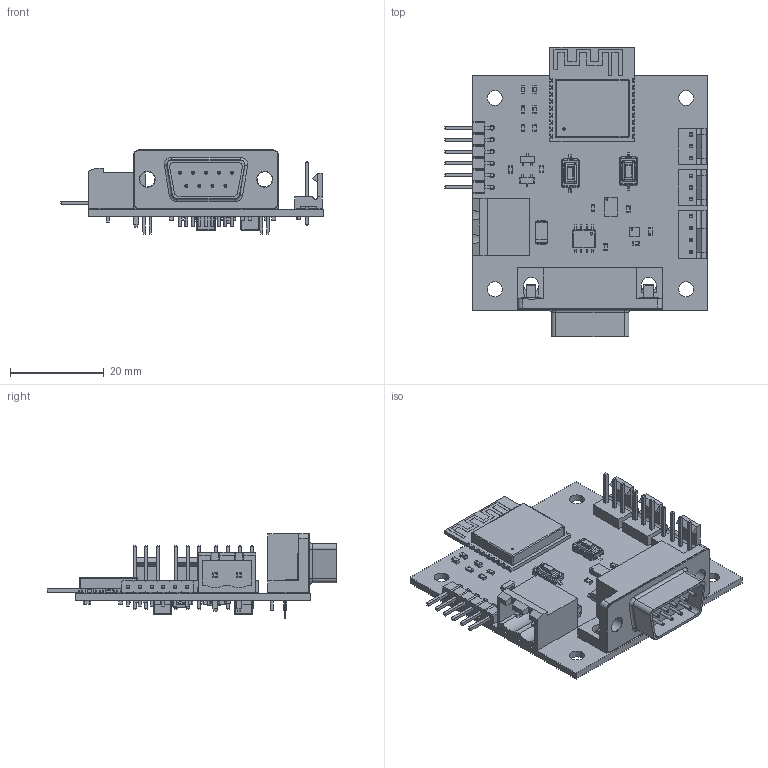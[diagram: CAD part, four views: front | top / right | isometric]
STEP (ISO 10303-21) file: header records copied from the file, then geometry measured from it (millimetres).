
FILE_DESCRIPTION(('KiCad electronic assembly'),'2;1');
FILE_NAME('End_striyel Sens_r Mod_l_.step','2025-03-19T13:48:56',( 'Pcbnew'),('Kicad'),'Open CASCADE STEP processor 7.8', 'KiCad to STEP converter','Unknown');
FILE_SCHEMA(('AUTOMOTIVE_DESIGN { 1 0 10303 214 1 1 1 1 }'));
Length unit declared in the file: millimetre
Products named in the file (19): End_striyel Sens_r Mod_l_ 1; C_0603_1608Metric; D_SMA; SOIC-8_3.9x4.9mm_P1.27mm; SOT-23; SW_Tactile_SPST_NO_Straight_CK_PTS636Sx25SMTRLFS; R_0603_1608Metric; ESP32-C3-WROOM-02; PinHeader_1x06_P2.54mm_Horizontal; DSUB-9_Pins_Horizontal_P2.77x2.84mm_EdgePinOffset4.94mm_Housed_
MountingHolesOffset4.94mm; DFN-8-1EP_2x2mm_P0.5mm_EP0.6x1.2mm; PhoenixContact_MSTBA_2,5_2-G-5,08_1x02_P5.08mm_Horizontal; FanPinHeader_1x03_P2.54mm_Vertical; FanPinHeader_1x04_P2.54mm_Vertical; AMS_LGA-10-1EP_2.7x4mm_P0.6mm; L_APV_ANR4030; TSOT-23-6; SOT-23-6; EndÃ¼striyel SensÃ¶r ModÃ¼lÃ¼_PCB
Assembly tree (50 placements, depth 2):
  End_striyel Sens_r Mod_l_ 1
    C_0603_1608Metric  x18
    D_SMA
    SOIC-8_3.9x4.9mm_P1.27mm
    SOT-23  x2
    SW_Tactile_SPST_NO_Straight_CK_PTS636Sx25SMTRLFS  x2
    R_0603_1608Metric  x12
    ESP32-C3-WROOM-02
    PinHeader_1x06_P2.54mm_Horizontal
    DSUB-9_Pins_Horizontal_P2.77x2.84mm_EdgePinOffset4.94mm_Housed_
MountingHolesOffset4.94mm
    DFN-8-1EP_2x2mm_P0.5mm_EP0.6x1.2mm
    PhoenixContact_MSTBA_2,5_2-G-5,08_1x02_P5.08mm_Horizontal
    FanPinHeader_1x03_P2.54mm_Vertical  x2
    FanPinHeader_1x04_P2.54mm_Vertical
    AMS_LGA-10-1EP_2.7x4mm_P0.6mm
    L_APV_ANR4030  x2
    TSOT-23-6
    SOT-23-6
    EndÃ¼striyel SensÃ¶r ModÃ¼lÃ¼_PCB
Bounding box: 55.91 x 61.7 x 17.9 mm (x, y, z)
Volume: 8944 mm3; surface area: 12537.6 mm2
Topology: 87 solids, 88 shells, 3108 faces, 7794 edges, 4934 vertices
Faces by surface type: plane 2149, cylinder 715, bspline 180, sphere 28, torus 28, cone 4, revolution 4
Full cylindrical faces by diameter (mm): 0.2 x12, 0.35 x1, 0.4 x1, 0.5 x1, 0.6 x1, 0.64 x27, 1 x15, 1.02 x10, 1.1 x1, 1.4 x2, 3.2 x8, 4 x2
Entity records: 72026 total; most frequent: CARTESIAN_POINT 10896, ORIENTED_EDGE 9632, DIRECTION 9090, EDGE_CURVE 4816, LINE 3884, VECTOR 3884, VERTEX_POINT 3040, AXIS2_PLACEMENT_3D 2601
